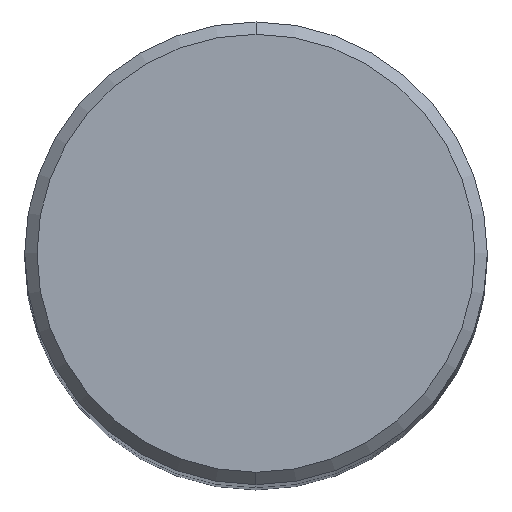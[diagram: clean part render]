
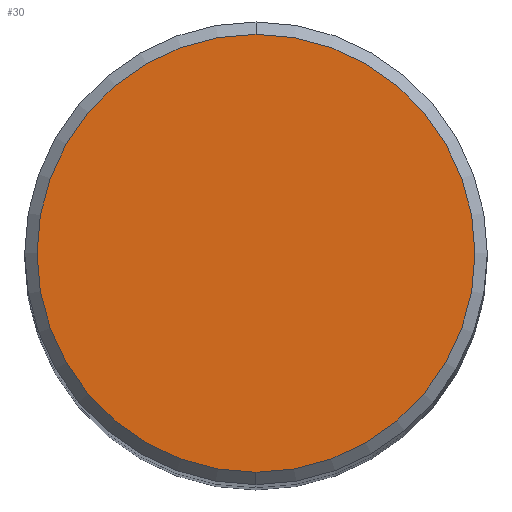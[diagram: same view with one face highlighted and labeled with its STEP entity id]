
A CAD part, top view. The second image highlights one B-rep face of the part: STEP entity #30.
In plain terms, the highlighted planar face has unit normal (0, 0, 1).
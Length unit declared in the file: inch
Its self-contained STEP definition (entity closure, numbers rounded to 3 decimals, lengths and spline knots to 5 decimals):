
#3 = CIRCLE ( 'NONE', #283, 0.355 ) ;
#20 = CIRCLE ( 'NONE', #370, 0.355 ) ;
#22 = EDGE_CURVE ( 'NONE', #230, #90, #3, .T. ) ;
#23 = CARTESIAN_POINT ( 'NONE',  ( 0., -0.355, 0. ) ) ;
#30 = ADVANCED_FACE ( 'NONE', ( #110 ), #329, .F. ) ;
#47 = CARTESIAN_POINT ( 'NONE',  ( 0., 0.355, 0. ) ) ;
#52 = CARTESIAN_POINT ( 'NONE',  ( 0., 0., 0. ) ) ;
#78 = EDGE_LOOP ( 'NONE', ( #255, #261 ) ) ;
#83 = DIRECTION ( 'NONE',  ( 0., 0., 1. ) ) ;
#90 = VERTEX_POINT ( 'NONE', #331 ) ;
#110 = FACE_OUTER_BOUND ( 'NONE', #78, .T. ) ;
#175 = DIRECTION ( 'NONE',  ( 0., 1., 0. ) ) ;
#230 = VERTEX_POINT ( 'NONE', #23 ) ;
#240 = EDGE_CURVE ( 'NONE', #90, #230, #20, .T. ) ;
#244 = AXIS2_PLACEMENT_3D ( 'NONE', #47, #412, #175 ) ;
#247 = DIRECTION ( 'NONE',  ( 0., 0., 1. ) ) ;
#255 = ORIENTED_EDGE ( 'NONE', *, *, #240, .T. ) ;
#261 = ORIENTED_EDGE ( 'NONE', *, *, #22, .T. ) ;
#283 = AXIS2_PLACEMENT_3D ( 'NONE', #363, #247, #401 ) ;
#329 = PLANE ( 'NONE',  #244 ) ;
#331 = CARTESIAN_POINT ( 'NONE',  ( 0., 0.355, 0. ) ) ;
#363 = CARTESIAN_POINT ( 'NONE',  ( 0., 0., 0. ) ) ;
#370 = AXIS2_PLACEMENT_3D ( 'NONE', #52, #83, #416 ) ;
#401 = DIRECTION ( 'NONE',  ( 0., -1., 0. ) ) ;
#412 = DIRECTION ( 'NONE',  ( 0., 0., -1. ) ) ;
#416 = DIRECTION ( 'NONE',  ( 0., -1., 0. ) ) ;
